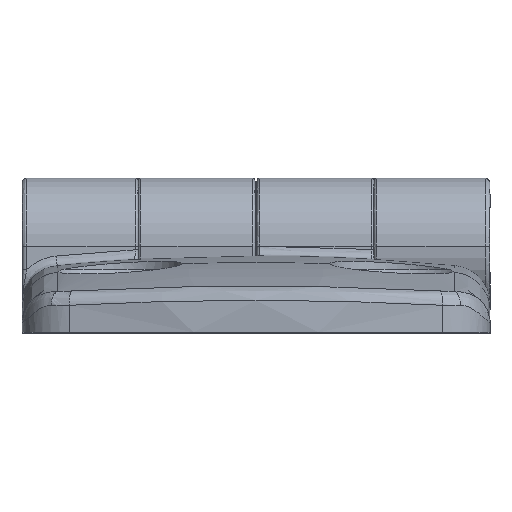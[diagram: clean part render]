
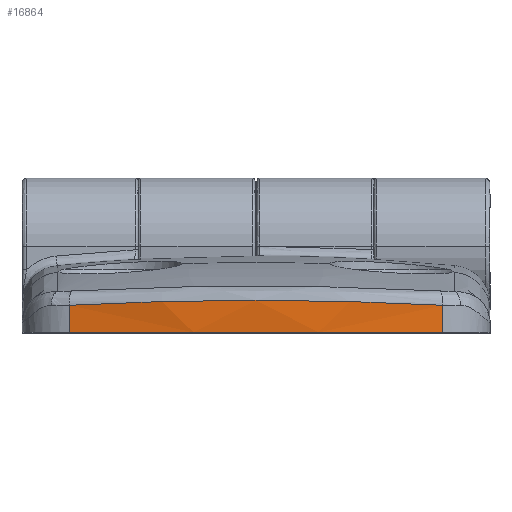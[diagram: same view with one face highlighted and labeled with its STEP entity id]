
A CAD part, top view. The second image highlights one B-rep face of the part: STEP entity #16864.
In plain terms, the highlighted cylindrical face has radius 100 mm (diameter 200 mm), a partial arc.
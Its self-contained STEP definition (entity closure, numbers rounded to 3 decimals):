
#553 = AXIS2_PLACEMENT_3D ( 'NONE', #21387, #5611, #11002 ) ;
#1944 = ORIENTED_EDGE ( 'NONE', *, *, #23880, .T. ) ;
#4269 = CARTESIAN_POINT ( 'NONE',  ( 0., 3.287, 43.5 ) ) ;
#4903 = DIRECTION ( 'NONE',  ( 0., -1., 0. ) ) ;
#5129 = EDGE_CURVE ( 'NONE', #13891, #27014, #15717, .T. ) ;
#5611 = DIRECTION ( 'NONE',  ( 0., -1., 0. ) ) ;
#6093 = LINE ( 'NONE', #33262, #20116 ) ;
#6199 = EDGE_CURVE ( 'NONE', #6297, #27100, #28567, .T. ) ;
#6297 = VERTEX_POINT ( 'NONE', #22840 ) ;
#6630 = ORIENTED_EDGE ( 'NONE', *, *, #5129, .F. ) ;
#9138 = EDGE_CURVE ( 'NONE', #27014, #11517, #16977, .T. ) ;
#10860 = CARTESIAN_POINT ( 'NONE',  ( -6.472, 3.287, 43.5 ) ) ;
#11002 = DIRECTION ( 'NONE',  ( 0., 0., -1. ) ) ;
#11517 = VERTEX_POINT ( 'NONE', #14401 ) ;
#11863 = DIRECTION ( 'NONE',  ( 0., 1., 0. ) ) ;
#12512 = CARTESIAN_POINT ( 'NONE',  ( -19.149, 0., 41.649 ) ) ;
#12843 = CARTESIAN_POINT ( 'NONE',  ( 0., 3.287, 43.5 ) ) ;
#13493 = CARTESIAN_POINT ( 'NONE',  ( -19.149, 2.78, 41.65 ) ) ;
#13533 = AXIS2_PLACEMENT_3D ( 'NONE', #20692, #4903, #23353 ) ;
#13891 = VERTEX_POINT ( 'NONE', #33502 ) ;
#14401 = CARTESIAN_POINT ( 'NONE',  ( -19.149, 2.78, 41.65 ) ) ;
#14715 = CARTESIAN_POINT ( 'NONE',  ( 12.893, 3.118, 42.87 ) ) ;
#15313 = ORIENTED_EDGE ( 'NONE', *, *, #9138, .F. ) ;
#15717 = CIRCLE ( 'NONE', #13533, 100. ) ;
#16864 = ADVANCED_FACE ( 'NONE', ( #27233 ), #30954, .T. ) ;
#16977 = LINE ( 'NONE', #27721, #33964 ) ;
#17454 = B_SPLINE_CURVE_WITH_KNOTS ( 'NONE', 3,
 ( #26715, #10860, #29346, #13493 ),
 .UNSPECIFIED., .F., .F.,
 ( 4, 4 ),
 ( 0., 1. ),
 .UNSPECIFIED. ) ;
#18880 = EDGE_LOOP ( 'NONE', ( #15313, #6630, #29764, #23155, #1944 ) ) ;
#20069 = CARTESIAN_POINT ( 'NONE',  ( 6.471, 3.287, 43.5 ) ) ;
#20116 = VECTOR ( 'NONE', #22635, 1000. ) ;
#20692 = CARTESIAN_POINT ( 'NONE',  ( 0., 0., -56.5 ) ) ;
#21387 = CARTESIAN_POINT ( 'NONE',  ( 0., 7.9, -56.5 ) ) ;
#22635 = DIRECTION ( 'NONE',  ( 0., 1., 0. ) ) ;
#22840 = CARTESIAN_POINT ( 'NONE',  ( 19.149, 2.78, 41.65 ) ) ;
#23155 = ORIENTED_EDGE ( 'NONE', *, *, #6199, .T. ) ;
#23353 = DIRECTION ( 'NONE',  ( 0., 0., -1. ) ) ;
#23880 = EDGE_CURVE ( 'NONE', #27100, #11517, #17454, .T. ) ;
#26715 = CARTESIAN_POINT ( 'NONE',  ( 0., 3.287, 43.5 ) ) ;
#27014 = VERTEX_POINT ( 'NONE', #12512 ) ;
#27100 = VERTEX_POINT ( 'NONE', #12843 ) ;
#27233 = FACE_OUTER_BOUND ( 'NONE', #18880, .T. ) ;
#27721 = CARTESIAN_POINT ( 'NONE',  ( -19.149, 15.9, 41.649 ) ) ;
#28567 = B_SPLINE_CURVE_WITH_KNOTS ( 'NONE', 3,
 ( #33242, #14715, #20069, #4269 ),
 .UNSPECIFIED., .F., .F.,
 ( 4, 4 ),
 ( 0., 1. ),
 .UNSPECIFIED. ) ;
#29346 = CARTESIAN_POINT ( 'NONE',  ( -12.893, 3.118, 42.87 ) ) ;
#29764 = ORIENTED_EDGE ( 'NONE', *, *, #34260, .T. ) ;
#30954 = CYLINDRICAL_SURFACE ( 'NONE', #553, 100. ) ;
#33242 = CARTESIAN_POINT ( 'NONE',  ( 19.149, 2.78, 41.65 ) ) ;
#33262 = CARTESIAN_POINT ( 'NONE',  ( 19.149, 7.9, 41.649 ) ) ;
#33502 = CARTESIAN_POINT ( 'NONE',  ( 19.149, 0., 41.649 ) ) ;
#33964 = VECTOR ( 'NONE', #11863, 1000. ) ;
#34260 = EDGE_CURVE ( 'NONE', #13891, #6297, #6093, .T. ) ;
